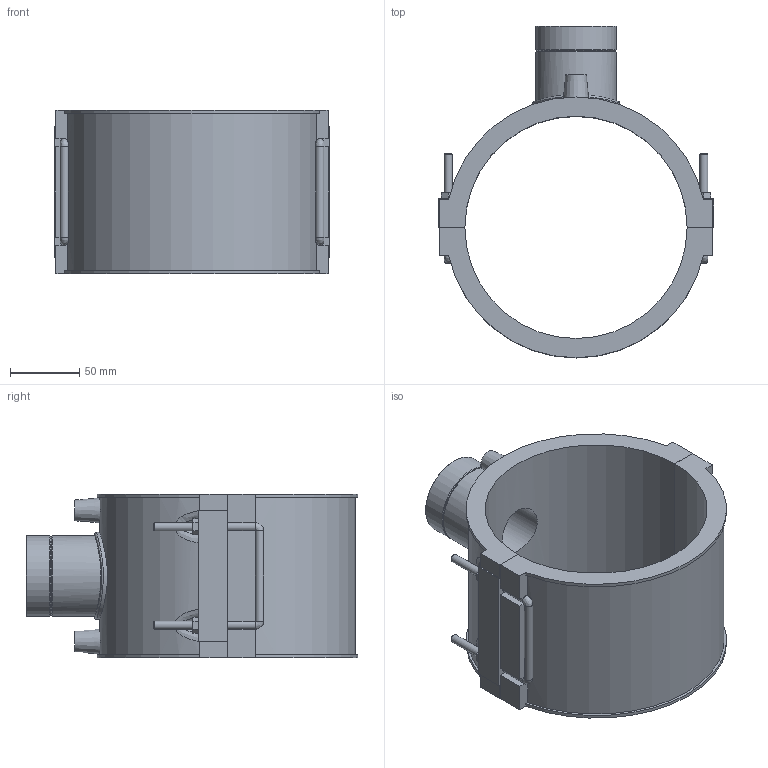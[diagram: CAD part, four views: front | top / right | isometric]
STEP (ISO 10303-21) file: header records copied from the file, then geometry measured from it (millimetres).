
FILE_DESCRIPTION(/* description */ ('PLASSON TRANSITION SADDLE 160-1.1/2"'),/* implementation_level */ '2;1');
FILE_NAME(/* name */ '493804160015.ipt.stp',/* time_stamp */ '2017-11-06T09:16:39+02:00',/* author */ ('KIM'),/* organization */ (''),/* preprocessor_version */ 'ST-DEVELOPER v15.6',/* originating_system */ 'Autodesk Inventor 2015',/* authorisation */ '');
FILE_SCHEMA (('AUTOMOTIVE_DESIGN { 1 0 10303 214 3 1 1 }'));
Length unit declared in the file: millimetre
Products named in the file (1): 493804160015
Bounding box: 198 x 238.84 x 118 mm (x, y, z)
Volume: 911283.9 mm3; surface area: 183250.3 mm2
Topology: 1 solids, 3 shells, 158 faces, 398 edges, 251 vertices
Faces by surface type: plane 90, cylinder 42, bspline 17, cone 9
Full cylindrical faces by diameter (mm): 4 x2, 6 x8, 10 x2, 35.876 x1, 44.845 x1, 57.298 x1, 58.298 x2, 62.783 x1
Entity records: 5537 total; most frequent: CARTESIAN_POINT 1987, ORIENTED_EDGE 716, DIRECTION 679, EDGE_CURVE 356, VERTEX_POINT 244, AXIS2_PLACEMENT_3D 232, LINE 215, VECTOR 215
